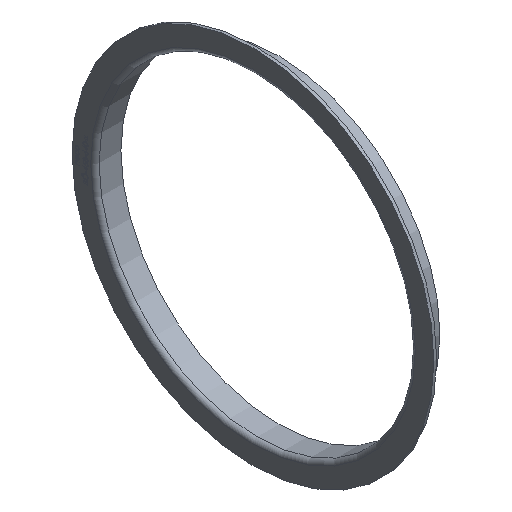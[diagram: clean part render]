
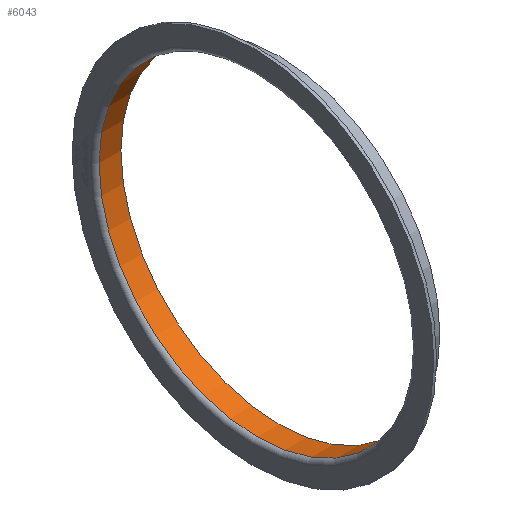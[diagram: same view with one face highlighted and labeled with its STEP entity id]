
A CAD part, isometric view. The second image highlights one B-rep face of the part: STEP entity #6043.
In plain terms, the highlighted cylindrical face has radius 225 mm (diameter 450 mm), a full revolution.
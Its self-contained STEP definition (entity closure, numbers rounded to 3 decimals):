
#1096 = EDGE_CURVE ( 'NONE', #13059, #13059, #4833, .T. ) ;
#1376 = CARTESIAN_POINT ( 'NONE',  ( 6., 0., -225. ) ) ;
#1888 = ORIENTED_EDGE ( 'NONE', *, *, #10460, .T. ) ;
#2039 = ORIENTED_EDGE ( 'NONE', *, *, #1096, .F. ) ;
#3828 = DIRECTION ( 'NONE',  ( -1., 0., 0. ) ) ;
#4574 = DIRECTION ( 'NONE',  ( 0., 0., 1. ) ) ;
#4723 = CARTESIAN_POINT ( 'NONE',  ( 37., 0., 225. ) ) ;
#4833 = CIRCLE ( 'NONE', #13717, 225. ) ;
#5056 = CARTESIAN_POINT ( 'NONE',  ( 6., 0., 0. ) ) ;
#6043 = ADVANCED_FACE ( 'NONE', ( #6881, #10275 ), #11598, .F. ) ;
#6191 = CARTESIAN_POINT ( 'NONE',  ( 37., 0., 0. ) ) ;
#6881 = FACE_OUTER_BOUND ( 'NONE', #9184, .T. ) ;
#7363 = DIRECTION ( 'NONE',  ( 0., 0., -1. ) ) ;
#9184 = EDGE_LOOP ( 'NONE', ( #1888 ) ) ;
#9611 = EDGE_LOOP ( 'NONE', ( #2039 ) ) ;
#10275 = FACE_OUTER_BOUND ( 'NONE', #9611, .T. ) ;
#10433 = DIRECTION ( 'NONE',  ( -1., 0., 0. ) ) ;
#10460 = EDGE_CURVE ( 'NONE', #10726, #10726, #13803, .T. ) ;
#10726 = VERTEX_POINT ( 'NONE', #1376 ) ;
#10816 = DIRECTION ( 'NONE',  ( 0., 0., 1. ) ) ;
#10898 = DIRECTION ( 'NONE',  ( -1., 0., 0. ) ) ;
#11598 = CYLINDRICAL_SURFACE ( 'NONE', #14616, 225. ) ;
#13059 = VERTEX_POINT ( 'NONE', #4723 ) ;
#13318 = AXIS2_PLACEMENT_3D ( 'NONE', #5056, #3828, #7363 ) ;
#13717 = AXIS2_PLACEMENT_3D ( 'NONE', #6191, #10898, #10816 ) ;
#13803 = CIRCLE ( 'NONE', #13318, 225. ) ;
#14616 = AXIS2_PLACEMENT_3D ( 'NONE', #15027, #10433, #4574 ) ;
#15027 = CARTESIAN_POINT ( 'NONE',  ( 0., 0., 0. ) ) ;
